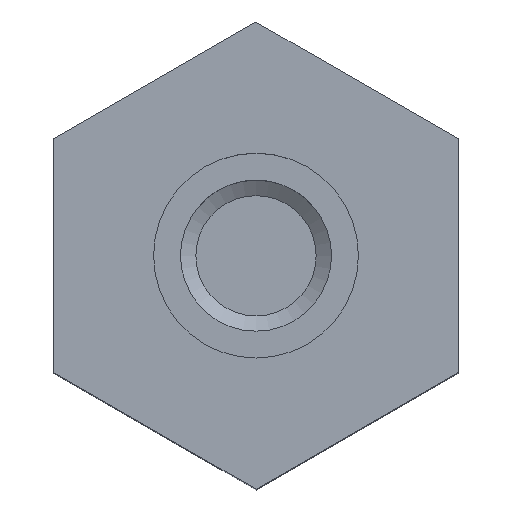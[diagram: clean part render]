
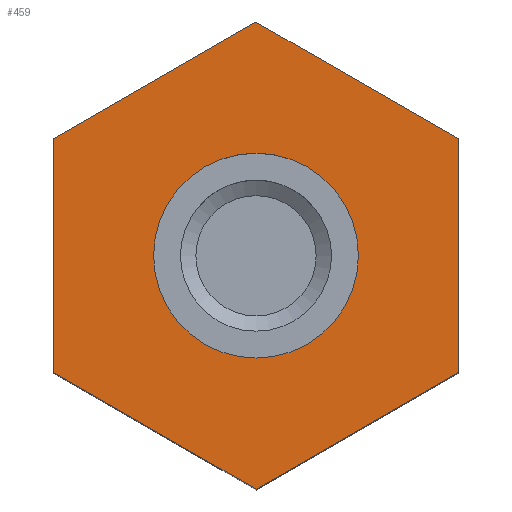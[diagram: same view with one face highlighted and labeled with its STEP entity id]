
A CAD part, top view. The second image highlights one B-rep face of the part: STEP entity #459.
In plain terms, the highlighted planar face has unit normal (0, 0, 1).
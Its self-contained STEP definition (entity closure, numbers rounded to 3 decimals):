
#18=FACE_BOUND('',#95,.T.);
#36=PLANE('',#507);
#65=FACE_OUTER_BOUND('',#94,.T.);
#94=EDGE_LOOP('',(#409,#410,#411,#412,#413,#414));
#95=EDGE_LOOP('',(#415));
#105=CIRCLE('',#491,2.);
#141=LINE('',#1192,#182);
#145=LINE('',#1199,#186);
#148=LINE('',#1205,#189);
#154=LINE('',#1217,#195);
#157=LINE('',#1223,#198);
#159=LINE('',#1226,#200);
#182=VECTOR('',#583,10.);
#186=VECTOR('',#589,10.);
#189=VECTOR('',#594,10.);
#195=VECTOR('',#606,10.);
#198=VECTOR('',#611,10.);
#200=VECTOR('',#615,10.);
#222=VERTEX_POINT('',#1160);
#231=VERTEX_POINT('',#1189);
#232=VERTEX_POINT('',#1191);
#234=VERTEX_POINT('',#1197);
#236=VERTEX_POINT('',#1203);
#239=VERTEX_POINT('',#1215);
#241=VERTEX_POINT('',#1221);
#271=EDGE_CURVE('',#222,#222,#105,.T.);
#285=EDGE_CURVE('',#232,#231,#141,.T.);
#289=EDGE_CURVE('',#231,#234,#145,.T.);
#292=EDGE_CURVE('',#234,#236,#148,.T.);
#298=EDGE_CURVE('',#236,#239,#154,.T.);
#301=EDGE_CURVE('',#239,#241,#157,.T.);
#303=EDGE_CURVE('',#241,#232,#159,.T.);
#409=ORIENTED_EDGE('',*,*,#292,.T.);
#410=ORIENTED_EDGE('',*,*,#298,.T.);
#411=ORIENTED_EDGE('',*,*,#301,.T.);
#412=ORIENTED_EDGE('',*,*,#303,.T.);
#413=ORIENTED_EDGE('',*,*,#285,.T.);
#414=ORIENTED_EDGE('',*,*,#289,.T.);
#415=ORIENTED_EDGE('',*,*,#271,.T.);
#459=ADVANCED_FACE('',(#65,#18),#36,.F.);
#491=AXIS2_PLACEMENT_3D('',#1161,#553,#554);
#507=AXIS2_PLACEMENT_3D('',#1227,#616,#617);
#553=DIRECTION('center_axis',(0.,0.,
-1.));
#554=DIRECTION('ref_axis',(1.,0.,0.));
#583=DIRECTION('',(0.,1.,0.));
#589=DIRECTION('',(-0.866,0.5,0.));
#594=DIRECTION('',(-0.866,-0.5,0.));
#606=DIRECTION('',(0.,-1.,0.));
#611=DIRECTION('',(0.866,-0.5,0.));
#615=DIRECTION('',(0.866,0.5,0.));
#616=DIRECTION('center_axis',(0.,0.,
-1.));
#617=DIRECTION('ref_axis',(-1.,0.,0.));
#1160=CARTESIAN_POINT('',(-2.,0.,0.7));
#1161=CARTESIAN_POINT('Origin',(0.,0.,
0.7));
#1189=CARTESIAN_POINT('',(3.949,2.281,0.7));
#1191=CARTESIAN_POINT('',(3.951,-2.28,0.7));
#1192=CARTESIAN_POINT('',(3.95,-1.139,0.7));
#1197=CARTESIAN_POINT('',(-0.001,4.561,0.7));
#1199=CARTESIAN_POINT('',(2.962,2.851,0.7));
#1203=CARTESIAN_POINT('',(-3.951,2.28,0.7));
#1205=CARTESIAN_POINT('',(-0.988,3.991,0.7));
#1215=CARTESIAN_POINT('',(-3.949,-2.281,0.7));
#1217=CARTESIAN_POINT('',(-3.95,1.139,0.7));
#1221=CARTESIAN_POINT('',(0.001,-4.561,0.7));
#1223=CARTESIAN_POINT('',(-2.962,-2.851,0.7));
#1226=CARTESIAN_POINT('',(0.988,-3.991,0.7));
#1227=CARTESIAN_POINT('Origin',(0.,0.,
0.7));
